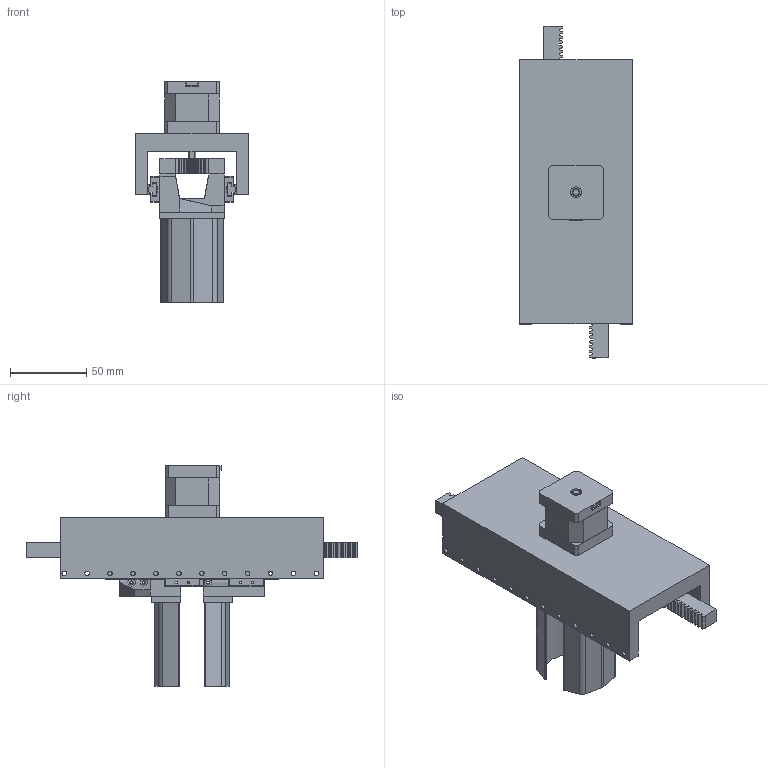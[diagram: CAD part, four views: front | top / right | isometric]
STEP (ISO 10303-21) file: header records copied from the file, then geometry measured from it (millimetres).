
FILE_DESCRIPTION(/* description */ (''),/* implementation_level */ '2;1');
FILE_NAME(/* name */ 'Gripperv2.step',/* time_stamp */ '2024-03-22T17:34:02+01:00',/* author */ (''),/* organization */ (''),/* preprocessor_version */ 'ST-DEVELOPER v20',/* originating_system */ 'Autodesk Translation Framework v12.20.1.177',/* authorisation */ '');
FILE_SCHEMA (('AUTOMOTIVE_DESIGN { 1 0 10303 214 3 1 1 }'));
Products named in the file (14): Gripper (v15~recovered); Component7; Component5; Component7_1; Component5_1; Component8; TS_04_07_100_4; 2024_02_25_17_41_21_0149; Nema14; TW_04_07_5; TW_04_07_5_1; 2024_02_25_18_00_36_0320; Component11; Component13
Assembly tree (19 placements, depth 4):
  Gripper (v15~recovered)
    Component7
      Component5
        Component8
      TS_04_07_100_4
        2024_02_25_17_41_21_0149
      TW_04_07_5_1
        2024_02_25_18_00_36_0320
    Component7_1
      Component5_1
        Component8
      TS_04_07_100_4
        2024_02_25_17_41_21_0149
      TW_04_07_5_1
        2024_02_25_18_00_36_0320
    Nema14
    TW_04_07_5
      2024_02_25_18_00_36_0320
    TW_04_07_5_1
      2024_02_25_18_00_36_0320
    Component11
    Component13  x2
Bounding box: 73.72 x 217.31 x 144.42 mm (x, y, z)
Volume: 383867.3 mm3; surface area: 132700.6 mm2
Topology: 17 solids, 17 shells, 1591 faces, 4271 edges, 2777 vertices
Faces by surface type: plane 1129, cylinder 394, sphere 32, bspline 30, cone 6
Full cylindrical faces by diameter (mm): 0.184 x4, 0.46 x4, 0.506 x4, 1.57 x16, 2 x8, 2.2 x8, 2.4 x14, 2.5 x4, 3 x28, 3.2 x12, 4 x12, 4.4 x14, 5 x16, 5.5 x4, 7 x3, 22 x1, 23.5 x1
Entity records: 53189 total; most frequent: CARTESIAN_POINT 33959, ORIENTED_EDGE 4006, DIRECTION 3761, EDGE_CURVE 2003, LINE 1499, VECTOR 1499, VERTEX_POINT 1323, AXIS2_PLACEMENT_3D 1131
